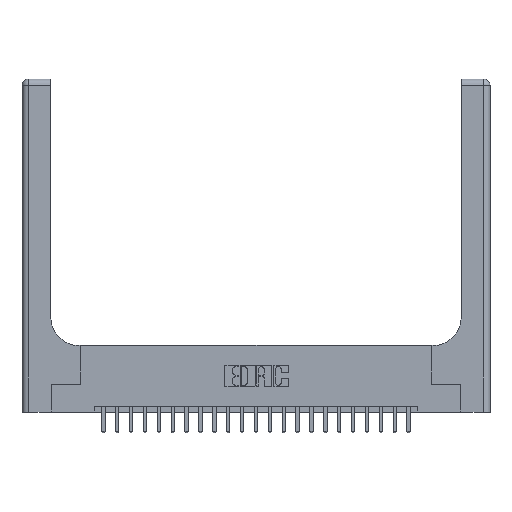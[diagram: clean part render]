
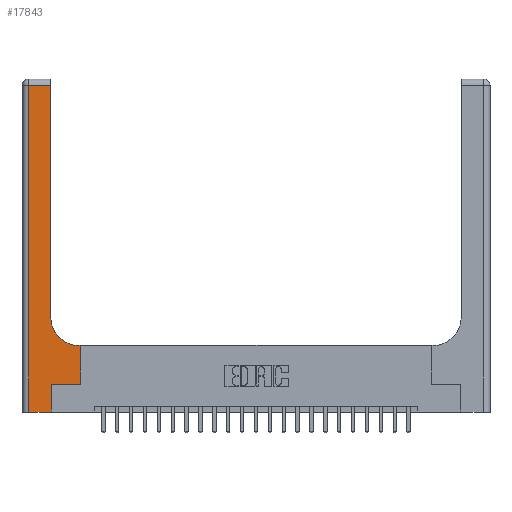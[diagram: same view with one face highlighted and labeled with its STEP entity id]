
A CAD part, top view. The second image highlights one B-rep face of the part: STEP entity #17843.
In plain terms, the highlighted planar face has unit normal (0, 0, 1).
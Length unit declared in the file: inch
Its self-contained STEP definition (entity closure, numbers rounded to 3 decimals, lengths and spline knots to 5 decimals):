
#604 = DIRECTION ( 'NONE',  ( 0., 0., -1. ) ) ;
#622 = EDGE_CURVE ( 'NONE', #20469, #9351, #2787, .T. ) ;
#790 = DIRECTION ( 'NONE',  ( 0., 1., 0. ) ) ;
#854 = CARTESIAN_POINT ( 'NONE',  ( 0.265, 0.25, 0.37 ) ) ;
#958 = ORIENTED_EDGE ( 'NONE', *, *, #5995, .T. ) ;
#1048 = EDGE_CURVE ( 'NONE', #11424, #20469, #18924, .T. ) ;
#1396 = CARTESIAN_POINT ( 'NONE',  ( 0.528, 0.25, 0.37 ) ) ;
#2106 = LINE ( 'NONE', #11420, #5338 ) ;
#2180 = DIRECTION ( 'NONE',  ( 1., 0., 0. ) ) ;
#2317 = ORIENTED_EDGE ( 'NONE', *, *, #11341, .T. ) ;
#2558 = LINE ( 'NONE', #4443, #18018 ) ;
#2719 = EDGE_CURVE ( 'NONE', #20898, #12170, #11740, .T. ) ;
#2787 = LINE ( 'NONE', #11510, #11446 ) ;
#2961 = VECTOR ( 'NONE', #22105, 39.37008 ) ;
#2981 = DIRECTION ( 'NONE',  ( 0., -1., 0. ) ) ;
#3298 = CARTESIAN_POINT ( 'NONE',  ( 0.26, 0.6, 0.37 ) ) ;
#3766 = LINE ( 'NONE', #9533, #8749 ) ;
#4024 = CARTESIAN_POINT ( 'NONE',  ( 0.528, 0.25, 0.37 ) ) ;
#4275 = CARTESIAN_POINT ( 'NONE',  ( 0.51, 0.6, 0.37 ) ) ;
#4298 = LINE ( 'NONE', #16691, #2961 ) ;
#4324 = DIRECTION ( 'NONE',  ( 1., 0., 0. ) ) ;
#4443 = CARTESIAN_POINT ( 'NONE',  ( 0.265, 0., 0.37 ) ) ;
#4592 = VECTOR ( 'NONE', #10481, 39.37008 ) ;
#5338 = VECTOR ( 'NONE', #9991, 39.37008 ) ;
#5787 = ORIENTED_EDGE ( 'NONE', *, *, #1048, .T. ) ;
#5995 = EDGE_CURVE ( 'NONE', #14529, #8529, #2106, .T. ) ;
#6187 = CARTESIAN_POINT ( 'NONE',  ( 0.265, 0., 0.37 ) ) ;
#6195 = CARTESIAN_POINT ( 'NONE',  ( 0.06, 0., 0.37 ) ) ;
#7486 = VERTEX_POINT ( 'NONE', #9384 ) ;
#7515 = VECTOR ( 'NONE', #14036, 39.37008 ) ;
#7632 = VERTEX_POINT ( 'NONE', #10075 ) ;
#7682 = DIRECTION ( 'NONE',  ( -1., 0., 0. ) ) ;
#8010 = EDGE_CURVE ( 'NONE', #7632, #11424, #4298, .T. ) ;
#8314 = ORIENTED_EDGE ( 'NONE', *, *, #8010, .T. ) ;
#8529 = VERTEX_POINT ( 'NONE', #4024 ) ;
#8749 = VECTOR ( 'NONE', #11071, 39.37008 ) ;
#9351 = VERTEX_POINT ( 'NONE', #6187 ) ;
#9353 = VECTOR ( 'NONE', #2981, 39.37008 ) ;
#9384 = CARTESIAN_POINT ( 'NONE',  ( 0.528, 0.6, 0.37 ) ) ;
#9533 = CARTESIAN_POINT ( 'NONE',  ( 0.26, 3., 0.37 ) ) ;
#9700 = CARTESIAN_POINT ( 'NONE',  ( 0.06, 3., 0.37 ) ) ;
#9991 = DIRECTION ( 'NONE',  ( 1., 0., 0. ) ) ;
#10075 = CARTESIAN_POINT ( 'NONE',  ( 0.26, 2.94, 0.37 ) ) ;
#10409 = CARTESIAN_POINT ( 'NONE',  ( 0.26, 0.85, 0.37 ) ) ;
#10481 = DIRECTION ( 'NONE',  ( -1., 0., 0. ) ) ;
#10765 = AXIS2_PLACEMENT_3D ( 'NONE', #11342, #604, #7682 ) ;
#11071 = DIRECTION ( 'NONE',  ( 0., 1., 0. ) ) ;
#11341 = EDGE_CURVE ( 'NONE', #9351, #14529, #2558, .T. ) ;
#11342 = CARTESIAN_POINT ( 'NONE',  ( 0., 3., 0.37 ) ) ;
#11420 = CARTESIAN_POINT ( 'NONE',  ( 0.265, 0.25, 0.37 ) ) ;
#11424 = VERTEX_POINT ( 'NONE', #14732 ) ;
#11446 = VECTOR ( 'NONE', #4324, 39.37008 ) ;
#11510 = CARTESIAN_POINT ( 'NONE',  ( 0., 0., 0.37 ) ) ;
#11740 = CIRCLE ( 'NONE', #13635, 0.25 ) ;
#12170 = VERTEX_POINT ( 'NONE', #10409 ) ;
#12213 = ORIENTED_EDGE ( 'NONE', *, *, #15119, .T. ) ;
#12383 = LINE ( 'NONE', #3298, #4592 ) ;
#13635 = AXIS2_PLACEMENT_3D ( 'NONE', #14578, #21757, #2180 ) ;
#14036 = DIRECTION ( 'NONE',  ( 0., 1., 0. ) ) ;
#14529 = VERTEX_POINT ( 'NONE', #854 ) ;
#14578 = CARTESIAN_POINT ( 'NONE',  ( 0.51, 0.85, 0.37 ) ) ;
#14732 = CARTESIAN_POINT ( 'NONE',  ( 0.06, 2.94, 0.37 ) ) ;
#15119 = EDGE_CURVE ( 'NONE', #7486, #20898, #12383, .T. ) ;
#16319 = EDGE_CURVE ( 'NONE', #12170, #7632, #3766, .T. ) ;
#16691 = CARTESIAN_POINT ( 'NONE',  ( 0., 2.94, 0.37 ) ) ;
#16884 = PLANE ( 'NONE',  #10765 ) ;
#17681 = LINE ( 'NONE', #1396, #7515 ) ;
#17843 = ADVANCED_FACE ( 'NONE', ( #18898 ), #16884, .F. ) ;
#18018 = VECTOR ( 'NONE', #790, 39.37008 ) ;
#18460 = ORIENTED_EDGE ( 'NONE', *, *, #2719, .T. ) ;
#18898 = FACE_OUTER_BOUND ( 'NONE', #21783, .T. ) ;
#18924 = LINE ( 'NONE', #9700, #9353 ) ;
#20469 = VERTEX_POINT ( 'NONE', #6195 ) ;
#20898 = VERTEX_POINT ( 'NONE', #4275 ) ;
#21592 = EDGE_CURVE ( 'NONE', #8529, #7486, #17681, .T. ) ;
#21757 = DIRECTION ( 'NONE',  ( 0., 0., -1. ) ) ;
#21783 = EDGE_LOOP ( 'NONE', ( #22591, #8314, #5787, #22031, #2317, #958, #23004, #12213, #18460 ) ) ;
#22031 = ORIENTED_EDGE ( 'NONE', *, *, #622, .T. ) ;
#22105 = DIRECTION ( 'NONE',  ( -1., 0., 0. ) ) ;
#22591 = ORIENTED_EDGE ( 'NONE', *, *, #16319, .T. ) ;
#23004 = ORIENTED_EDGE ( 'NONE', *, *, #21592, .T. ) ;
